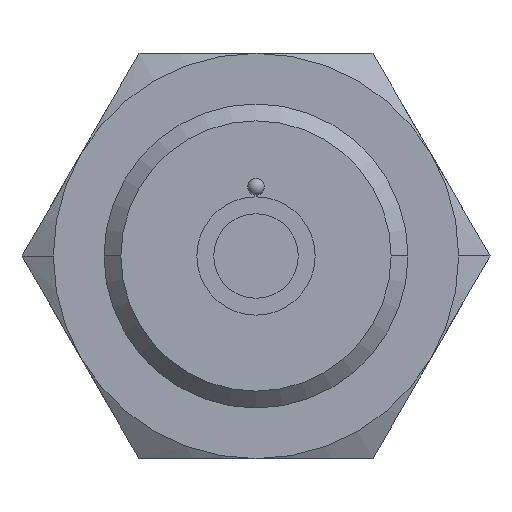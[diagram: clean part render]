
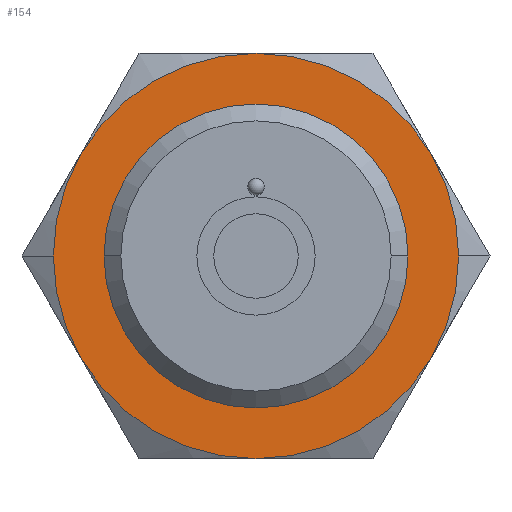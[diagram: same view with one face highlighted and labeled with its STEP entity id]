
A CAD part, front view. The second image highlights one B-rep face of the part: STEP entity #154.
In plain terms, the highlighted planar face has unit normal (0, -1, 0).
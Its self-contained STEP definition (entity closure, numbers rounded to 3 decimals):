
#154=ADVANCED_FACE('',(#308,#309),#310,.T.);
#308=FACE_OUTER_BOUND('',#469,.T.);
#309=FACE_BOUND('',#470,.T.);
#310=PLANE('',#471);
#469=EDGE_LOOP('',(#968,#969,#970,#971,#972,#973,#974,#975));
#470=EDGE_LOOP('',(#976,#977));
#471=AXIS2_PLACEMENT_3D('',#978,#979,#980);
#968=ORIENTED_EDGE('',*,*,#1168,.F.);
#969=ORIENTED_EDGE('',*,*,#1154,.F.);
#970=ORIENTED_EDGE('',*,*,#1157,.F.);
#971=ORIENTED_EDGE('',*,*,#1159,.F.);
#972=ORIENTED_EDGE('',*,*,#1152,.F.);
#973=ORIENTED_EDGE('',*,*,#1163,.F.);
#974=ORIENTED_EDGE('',*,*,#1166,.F.);
#975=ORIENTED_EDGE('',*,*,#1148,.F.);
#976=ORIENTED_EDGE('',*,*,#1188,.T.);
#977=ORIENTED_EDGE('',*,*,#1132,.T.);
#978=CARTESIAN_POINT('',(10.5,-8.0,0.0));
#979=DIRECTION('',(-0.0,-1.0,-0.0));
#980=DIRECTION('',(-1.0,0.0,0.0));
#1132=EDGE_CURVE('',#1350,#1347,#1351,.T.);
#1148=EDGE_CURVE('',#1377,#1380,#1381,.T.);
#1152=EDGE_CURVE('',#1386,#1384,#1388,.T.);
#1154=EDGE_CURVE('',#1390,#1392,#1393,.T.);
#1157=EDGE_CURVE('',#1396,#1390,#1398,.T.);
#1159=EDGE_CURVE('',#1384,#1396,#1400,.T.);
#1163=EDGE_CURVE('',#1404,#1386,#1406,.T.);
#1166=EDGE_CURVE('',#1380,#1404,#1410,.T.);
#1168=EDGE_CURVE('',#1392,#1377,#1412,.T.);
#1188=EDGE_CURVE('',#1347,#1350,#1440,.T.);
#1347=VERTEX_POINT('',#1891);
#1350=VERTEX_POINT('',#1895);
#1351=CIRCLE('',#1896,9.0);
#1377=VERTEX_POINT('',#1951);
#1380=VERTEX_POINT('',#1955);
#1381=CIRCLE('',#1956,12.0);
#1384=VERTEX_POINT('',#1970);
#1386=VERTEX_POINT('',#1973);
#1388=CIRCLE('',#1986,12.0);
#1390=VERTEX_POINT('',#1988);
#1392=VERTEX_POINT('',#2001);
#1393=CIRCLE('',#2002,12.0);
#1396=VERTEX_POINT('',#2016);
#1398=CIRCLE('',#2029,12.0);
#1400=CIRCLE('',#2042,12.0);
#1404=VERTEX_POINT('',#2068);
#1406=CIRCLE('',#2081,12.0);
#1410=CIRCLE('',#2107,12.0);
#1412=CIRCLE('',#2120,12.0);
#1440=CIRCLE('',#2258,9.0);
#1891=CARTESIAN_POINT('',(9.0,-8.0,0.0));
#1895=CARTESIAN_POINT('',(-9.0,-8.0,0.));
#1896=AXIS2_PLACEMENT_3D('',#2432,#2433,#2434);
#1951=CARTESIAN_POINT('',(12.0,-8.0,0.));
#1955=CARTESIAN_POINT('',(10.392,-8.0,-6.0));
#1956=AXIS2_PLACEMENT_3D('',#2458,#2459,#2460);
#1970=CARTESIAN_POINT('',(-12.0,-8.0,0.));
#1973=CARTESIAN_POINT('',(-10.392,-8.0,-6.0));
#1986=AXIS2_PLACEMENT_3D('',#2462,#2463,#2464);
#1988=CARTESIAN_POINT('',(0.,-8.0,12.0));
#2001=CARTESIAN_POINT('',(10.392,-8.0,6.0));
#2002=AXIS2_PLACEMENT_3D('',#2465,#2466,#2467);
#2016=CARTESIAN_POINT('',(-10.392,-8.0,6.0));
#2029=AXIS2_PLACEMENT_3D('',#2468,#2469,#2470);
#2042=AXIS2_PLACEMENT_3D('',#2471,#2472,#2473);
#2068=CARTESIAN_POINT('',(0.0,-8.0,-12.0));
#2081=AXIS2_PLACEMENT_3D('',#2474,#2475,#2476);
#2107=AXIS2_PLACEMENT_3D('',#2477,#2478,#2479);
#2120=AXIS2_PLACEMENT_3D('',#2480,#2481,#2482);
#2258=AXIS2_PLACEMENT_3D('',#2510,#2511,#2512);
#2432=CARTESIAN_POINT('',(0.0,-8.0,0.0));
#2433=DIRECTION('',(-0.0,1.0,0.0));
#2434=DIRECTION('',(1.0,0.0,0.0));
#2458=CARTESIAN_POINT('',(0.0,-8.0,0.0));
#2459=DIRECTION('',(-0.0,1.0,0.0));
#2460=DIRECTION('',(1.0,0.0,0.0));
#2462=CARTESIAN_POINT('',(0.0,-8.0,0.0));
#2463=DIRECTION('',(-0.0,1.0,0.0));
#2464=DIRECTION('',(1.0,0.0,0.0));
#2465=CARTESIAN_POINT('',(0.0,-8.0,0.0));
#2466=DIRECTION('',(-0.0,1.0,0.0));
#2467=DIRECTION('',(1.0,0.0,0.0));
#2468=CARTESIAN_POINT('',(0.0,-8.0,0.0));
#2469=DIRECTION('',(-0.0,1.0,0.0));
#2470=DIRECTION('',(1.0,0.0,0.0));
#2471=CARTESIAN_POINT('',(0.0,-8.0,0.0));
#2472=DIRECTION('',(-0.0,1.0,0.0));
#2473=DIRECTION('',(1.0,0.0,0.0));
#2474=CARTESIAN_POINT('',(0.0,-8.0,0.0));
#2475=DIRECTION('',(-0.0,1.0,0.0));
#2476=DIRECTION('',(1.0,0.0,0.0));
#2477=CARTESIAN_POINT('',(0.0,-8.0,0.0));
#2478=DIRECTION('',(-0.0,1.0,0.0));
#2479=DIRECTION('',(1.0,0.0,0.0));
#2480=CARTESIAN_POINT('',(0.0,-8.0,0.0));
#2481=DIRECTION('',(-0.0,1.0,0.0));
#2482=DIRECTION('',(1.0,0.0,0.0));
#2510=CARTESIAN_POINT('',(0.0,-8.0,0.0));
#2511=DIRECTION('',(-0.0,1.0,0.0));
#2512=DIRECTION('',(1.0,0.0,0.0));
